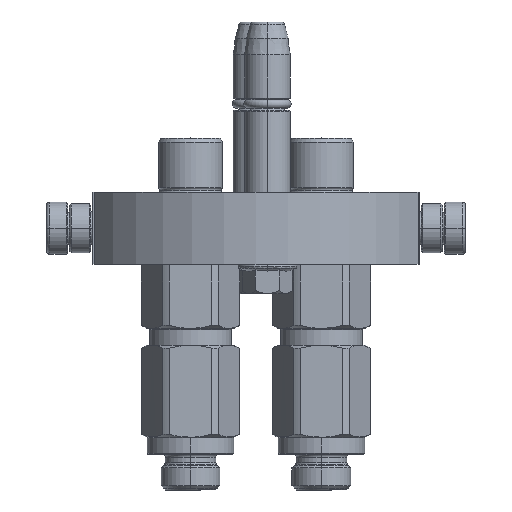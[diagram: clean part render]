
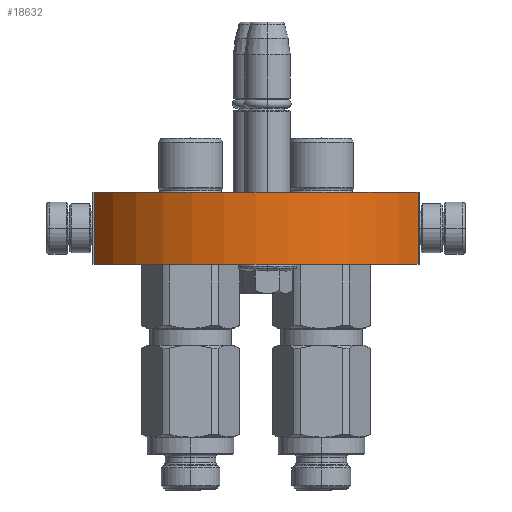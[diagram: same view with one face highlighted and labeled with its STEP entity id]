
A CAD part, left-side view. The second image highlights one B-rep face of the part: STEP entity #18632.
In plain terms, the highlighted cylindrical face has radius 57.25 mm (diameter 114.5 mm), a partial arc.
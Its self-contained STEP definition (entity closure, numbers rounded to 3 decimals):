
#402 = CARTESIAN_POINT ( 'NONE',  ( 49.5, 28.763, 0. ) ) ;
#1549 = VECTOR ( 'NONE', #21353, 1000. ) ;
#3104 = DIRECTION ( 'NONE',  ( 0.865, 0.502, 0. ) ) ;
#4819 = EDGE_CURVE ( 'NONE', #45951, #8805, #16734, .T. ) ;
#6064 = LINE ( 'NONE', #42834, #1549 ) ;
#7299 = AXIS2_PLACEMENT_3D ( 'NONE', #20578, #30785, #23706 ) ;
#7816 = CARTESIAN_POINT ( 'NONE',  ( 49.5, 28.763, 0. ) ) ;
#8532 = CARTESIAN_POINT ( 'NONE',  ( -49.5, 28.763, 22. ) ) ;
#8805 = VERTEX_POINT ( 'NONE', #8532 ) ;
#9676 = EDGE_CURVE ( 'NONE', #45321, #23438, #26271, .T. ) ;
#14688 = EDGE_LOOP ( 'NONE', ( #45471, #20464, #34636, #41340 ) ) ;
#16734 = CIRCLE ( 'NONE', #7299, 57.25 ) ;
#18632 = ADVANCED_FACE ( 'NONE', ( #20497 ), #36183, .T. ) ;
#18926 = AXIS2_PLACEMENT_3D ( 'NONE', #27236, #30586, #34479 ) ;
#20169 = CARTESIAN_POINT ( 'NONE',  ( -49.5, 28.763, 0. ) ) ;
#20464 = ORIENTED_EDGE ( 'NONE', *, *, #21965, .T. ) ;
#20497 = FACE_OUTER_BOUND ( 'NONE', #14688, .T. ) ;
#20578 = CARTESIAN_POINT ( 'NONE',  ( 0., 0., 22. ) ) ;
#21353 = DIRECTION ( 'NONE',  ( 0., 0., 1. ) ) ;
#21965 = EDGE_CURVE ( 'NONE', #23438, #8805, #6064, .T. ) ;
#23438 = VERTEX_POINT ( 'NONE', #20169 ) ;
#23706 = DIRECTION ( 'NONE',  ( 0.865, 0.502, 0. ) ) ;
#26271 = CIRCLE ( 'NONE', #44095, 57.25 ) ;
#27236 = CARTESIAN_POINT ( 'NONE',  ( 0., 0., 0. ) ) ;
#28023 = CARTESIAN_POINT ( 'NONE',  ( 0., 0., 0. ) ) ;
#28142 = VECTOR ( 'NONE', #36494, 1000. ) ;
#28713 = EDGE_CURVE ( 'NONE', #45321, #45951, #41737, .T. ) ;
#30586 = DIRECTION ( 'NONE',  ( 0., 0., -1. ) ) ;
#30785 = DIRECTION ( 'NONE',  ( 0., 0., 1. ) ) ;
#32115 = DIRECTION ( 'NONE',  ( 0., 0., 1. ) ) ;
#33496 = CARTESIAN_POINT ( 'NONE',  ( 49.5, 28.763, 22. ) ) ;
#34479 = DIRECTION ( 'NONE',  ( 1., 0., 0. ) ) ;
#34636 = ORIENTED_EDGE ( 'NONE', *, *, #4819, .F. ) ;
#36183 = CYLINDRICAL_SURFACE ( 'NONE', #18926, 57.25 ) ;
#36494 = DIRECTION ( 'NONE',  ( 0., 0., 1. ) ) ;
#41340 = ORIENTED_EDGE ( 'NONE', *, *, #28713, .F. ) ;
#41737 = LINE ( 'NONE', #7816, #28142 ) ;
#42834 = CARTESIAN_POINT ( 'NONE',  ( -49.5, 28.763, 0. ) ) ;
#44095 = AXIS2_PLACEMENT_3D ( 'NONE', #28023, #32115, #3104 ) ;
#45321 = VERTEX_POINT ( 'NONE', #402 ) ;
#45471 = ORIENTED_EDGE ( 'NONE', *, *, #9676, .T. ) ;
#45951 = VERTEX_POINT ( 'NONE', #33496 ) ;
